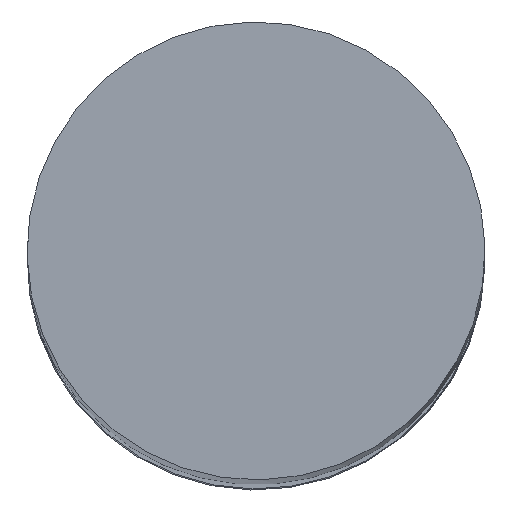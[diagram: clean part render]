
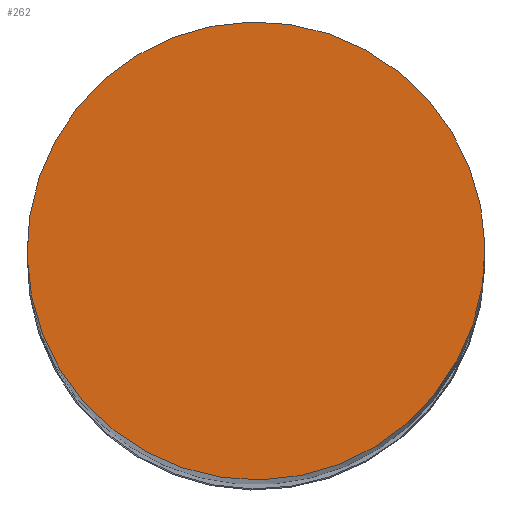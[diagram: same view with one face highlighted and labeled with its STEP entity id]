
A CAD part, top view. The second image highlights one B-rep face of the part: STEP entity #262.
In plain terms, the highlighted planar face has unit normal (0, 0, 1).
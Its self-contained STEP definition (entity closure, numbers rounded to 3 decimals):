
#98=CARTESIAN_POINT('',(0.,0.,160.));
#99=DIRECTION('',(0.,0.,1.));
#100=DIRECTION('',(-0.878,0.479,0.));
#101=AXIS2_PLACEMENT_3D('',#98,#99,#100);
#106=CARTESIAN_POINT('',(0.,0.,160.));
#107=DIRECTION('',(0.,0.,1.));
#108=DIRECTION('',(0.878,-0.479,0.));
#109=AXIS2_PLACEMENT_3D('',#106,#107,#108);
#230=CARTESIAN_POINT('',(-5.265,2.877,160.));
#231=CARTESIAN_POINT('',(5.265,-2.877,160.));
#232=VERTEX_POINT('',#230);
#233=VERTEX_POINT('',#231);
#251=CARTESIAN_POINT('',(5.875,0.,160.));
#252=DIRECTION('',(0.,0.,-1.));
#253=DIRECTION('',(1.,0.,0.));
#254=AXIS2_PLACEMENT_3D('',#251,#252,#253);
#255=PLANE('',#254);
#257=ORIENTED_EDGE('',*,*,#256,.F.);
#259=ORIENTED_EDGE('',*,*,#258,.F.);
#260=EDGE_LOOP('',(#257,#259));
#261=FACE_OUTER_BOUND('',#260,.F.);
#262=ADVANCED_FACE('',(#261),#255,.F.);
#102=CIRCLE('',#101,6.);
#110=CIRCLE('',#109,6.);
#256=EDGE_CURVE('',#232,#233,#102,.T.);
#258=EDGE_CURVE('',#233,#232,#110,.T.);
